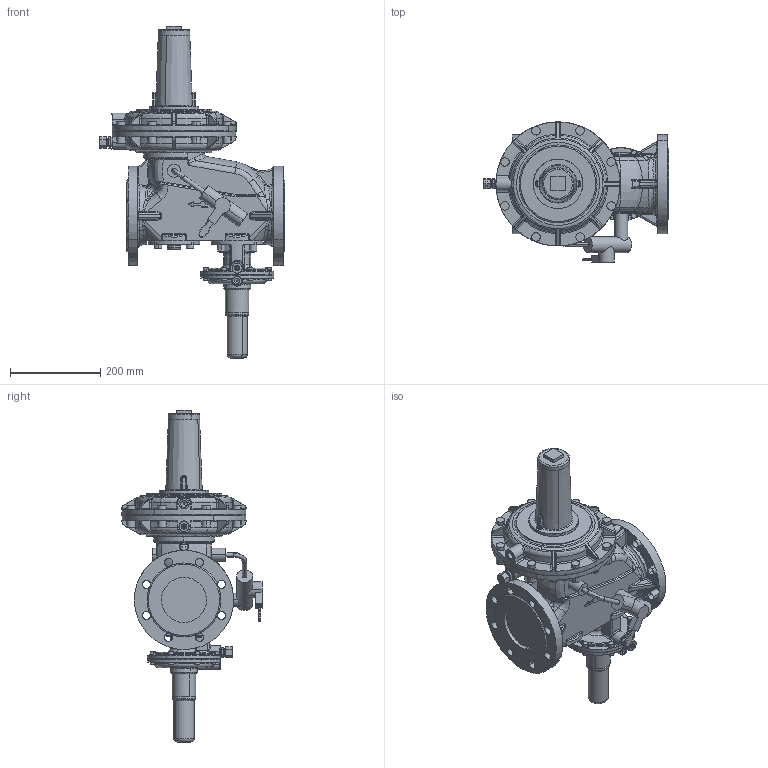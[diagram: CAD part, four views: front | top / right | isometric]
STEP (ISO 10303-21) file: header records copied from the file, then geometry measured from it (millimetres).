
FILE_DESCRIPTION(('CATIA V5 STEP'),'2;1');
FILE_NAME('RS 250 DN 100-275-links.stp','2014-03-28T09:15:26+00:00',('none'),('none'),'CATIA Version 5 Release 19 SP 9 (IN-10)','CATIA V5 STEP AP203 Edition 2','none');
FILE_SCHEMA(('AP203_CONFIGURATION_CONTROLLED_3D_DESIGN_OF_MECHANICAL_PARTS_AND_ASSEMBLIES_MIM_LF { 1 0 10303 403 2 1 2}'));
Products named in the file (1): Product1_AllCATPart
Bounding box: 410.3 x 310.5 x 736 mm (x, y, z)
Volume: 14263622.2 mm3; surface area: 725758.9 mm2
Topology: 1 solids, 9 shells, 1829 faces, 4523 edges, 2654 vertices
Faces by surface type: cylinder 647, torus 418, plane 306, bspline 298, cone 86, sphere 67, extrusion 4, revolution 3
Entity records: 79018 total; most frequent: CARTESIAN_POINT 41772, ORIENTED_EDGE 8834, DIRECTION 5450, EDGE_CURVE 4417, AXIS2_PLACEMENT_3D 3180, VERTEX_POINT 2654, CIRCLE 1981, EDGE_LOOP 1917
